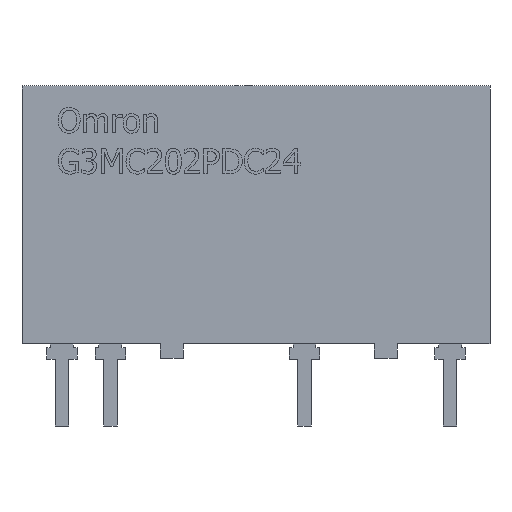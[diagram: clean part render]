
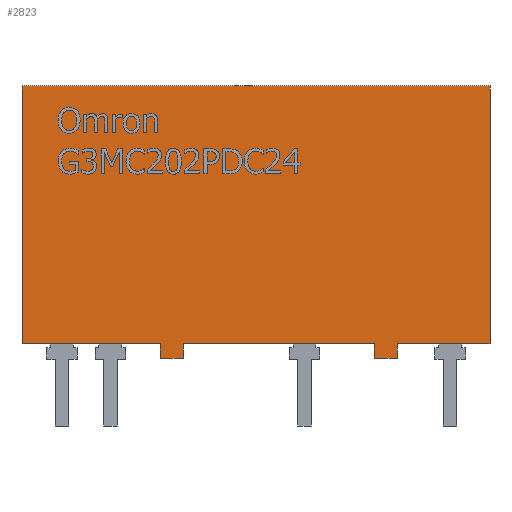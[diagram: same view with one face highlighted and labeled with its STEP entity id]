
A CAD part, front view. The second image highlights one B-rep face of the part: STEP entity #2823.
In plain terms, the highlighted planar face has unit normal (0, -1, 0).
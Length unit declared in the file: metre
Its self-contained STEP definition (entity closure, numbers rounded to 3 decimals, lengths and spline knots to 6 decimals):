
#1563 = EDGE_CURVE( '', #4489, #4490, #4491, .T. );
#2151 = EDGE_CURVE( '', #4913, #5491, #5492, .T. );
#2327 = EDGE_CURVE( '', #5382, #5765, #5766, .T. );
#2823 = ADVANCED_FACE( '', ( #6466 ), #6467, .T. );
#3359 = EDGE_CURVE( '', #4913, #5765, #7157, .T. );
#3439 = EDGE_CURVE( '', #7255, #5491, #7256, .T. );
#3509 = EDGE_CURVE( '', #7255, #7141, #7343, .T. );
#3529 = EDGE_CURVE( '', #4434, #5686, #7368, .T. );
#3875 = EDGE_CURVE( '', #5382, #7777, #7778, .T. );
#3915 = EDGE_CURVE( '', #7777, #4434, #7824, .T. );
#4011 = EDGE_CURVE( '', #5686, #4489, #7937, .T. );
#4051 = EDGE_CURVE( '', #7985, #7141, #7986, .T. );
#4145 = EDGE_CURVE( '', #7985, #4490, #8093, .T. );
#4434 = VERTEX_POINT( '', #8426 );
#4489 = VERTEX_POINT( '', #8510 );
#4490 = VERTEX_POINT( '', #8511 );
#4491 = LINE( '', #8512, #8513 );
#4913 = VERTEX_POINT( '', #9184 );
#5382 = VERTEX_POINT( '', #9943 );
#5491 = VERTEX_POINT( '', #10119 );
#5492 = LINE( '', #10120, #10121 );
#5686 = VERTEX_POINT( '', #10435 );
#5765 = VERTEX_POINT( '', #10566 );
#5766 = LINE( '', #10567, #10568 );
#6466 = FACE_OUTER_BOUND( '', #11777, .T. );
#6467 = PLANE( '', #11778 );
#7141 = VERTEX_POINT( '', #12966 );
#7157 = LINE( '', #13000, #13001 );
#7255 = VERTEX_POINT( '', #13172 );
#7256 = LINE( '', #13173, #13174 );
#7343 = LINE( '', #13327, #13328 );
#7368 = LINE( '', #13371, #13372 );
#7777 = VERTEX_POINT( '', #14128 );
#7778 = LINE( '', #14129, #14130 );
#7824 = LINE( '', #14213, #14214 );
#7937 = LINE( '', #14417, #14418 );
#7985 = VERTEX_POINT( '', #14498 );
#7986 = LINE( '', #14499, #14500 );
#8093 = LINE( '', #14708, #14709 );
#8426 = CARTESIAN_POINT( '', ( -0.012264, -0.002252, 0.01448 ) );
#8510 = CARTESIAN_POINT( '', ( 0.012236, -0.002252, 0.00098 ) );
#8511 = CARTESIAN_POINT( '', ( 0.007386, -0.002252, 0.00098 ) );
#8512 = CARTESIAN_POINT( '', ( 0.007386, -0.002252, 0.00098 ) );
#8513 = VECTOR( '', #15130, 1. );
#9184 = CARTESIAN_POINT( '', ( -0.003814, -0.002252, 0.00023 ) );
#9943 = CARTESIAN_POINT( '', ( -0.005014, -0.002252, 0.00098 ) );
#10119 = CARTESIAN_POINT( '', ( -0.003814, -0.002252, 0.00098 ) );
#10120 = CARTESIAN_POINT( '', ( -0.003814, -0.002252, 0.00098 ) );
#10121 = VECTOR( '', #16245, 1. );
#10435 = CARTESIAN_POINT( '', ( 0.012236, -0.002252, 0.01448 ) );
#10566 = CARTESIAN_POINT( '', ( -0.005014, -0.002252, 0.00023 ) );
#10567 = CARTESIAN_POINT( '', ( -0.005014, -0.002252, 0.00098 ) );
#10568 = VECTOR( '', #16556, 1. );
#11777 = EDGE_LOOP( '', ( #17435, #17436, #17437, #17438, #17439, #17440, #17441, #17442, #17443, #17444, #17445, #17446 ) );
#11778 = AXIS2_PLACEMENT_3D( '', #17447, #17448, #17449 );
#12966 = CARTESIAN_POINT( '', ( 0.006186, -0.002252, 0.00023 ) );
#13000 = CARTESIAN_POINT( '', ( -0.005014, -0.002252, 0.00023 ) );
#13001 = VECTOR( '', #18430, 1. );
#13172 = CARTESIAN_POINT( '', ( 0.006186, -0.002252, 0.00098 ) );
#13173 = CARTESIAN_POINT( '', ( -0.003814, -0.002252, 0.00098 ) );
#13174 = VECTOR( '', #18591, 1. );
#13327 = CARTESIAN_POINT( '', ( 0.006186, -0.002252, 0.00098 ) );
#13328 = VECTOR( '', #18732, 1. );
#13371 = CARTESIAN_POINT( '', ( -0.012264, -0.002252, 0.01448 ) );
#13372 = VECTOR( '', #18767, 1. );
#14128 = CARTESIAN_POINT( '', ( -0.012264, -0.002252, 0.00098 ) );
#14129 = CARTESIAN_POINT( '', ( -0.012264, -0.002252, 0.00098 ) );
#14130 = VECTOR( '', #19522, 1. );
#14213 = CARTESIAN_POINT( '', ( -0.012264, -0.002252, 0.01448 ) );
#14214 = VECTOR( '', #19584, 1. );
#14417 = CARTESIAN_POINT( '', ( 0.012236, -0.002252, 0.01448 ) );
#14418 = VECTOR( '', #19781, 1. );
#14498 = CARTESIAN_POINT( '', ( 0.007386, -0.002252, 0.00023 ) );
#14499 = CARTESIAN_POINT( '', ( 0.006186, -0.002252, 0.00023 ) );
#14500 = VECTOR( '', #19899, 1. );
#14708 = CARTESIAN_POINT( '', ( 0.007386, -0.002252, 0.00098 ) );
#14709 = VECTOR( '', #20074, 1. );
#15130 = DIRECTION( '', ( -1., 0., 0. ) );
#16245 = DIRECTION( '', ( 0., 0., 1. ) );
#16556 = DIRECTION( '', ( 0., 0., -1. ) );
#17435 = ORIENTED_EDGE( '', *, *, #4011, .F. );
#17436 = ORIENTED_EDGE( '', *, *, #3529, .F. );
#17437 = ORIENTED_EDGE( '', *, *, #3915, .F. );
#17438 = ORIENTED_EDGE( '', *, *, #3875, .F. );
#17439 = ORIENTED_EDGE( '', *, *, #2327, .T. );
#17440 = ORIENTED_EDGE( '', *, *, #3359, .F. );
#17441 = ORIENTED_EDGE( '', *, *, #2151, .T. );
#17442 = ORIENTED_EDGE( '', *, *, #3439, .F. );
#17443 = ORIENTED_EDGE( '', *, *, #3509, .T. );
#17444 = ORIENTED_EDGE( '', *, *, #4051, .F. );
#17445 = ORIENTED_EDGE( '', *, *, #4145, .T. );
#17446 = ORIENTED_EDGE( '', *, *, #1563, .F. );
#17447 = CARTESIAN_POINT( '', ( -0.012264, -0.002252, 0.00098 ) );
#17448 = DIRECTION( '', ( 0., -1., 0. ) );
#17449 = DIRECTION( '', ( -1., 0., 0. ) );
#18430 = DIRECTION( '', ( -1., 0., 0. ) );
#18591 = DIRECTION( '', ( -1., 0., 0. ) );
#18732 = DIRECTION( '', ( 0., 0., -1. ) );
#18767 = DIRECTION( '', ( 1., 0., 0. ) );
#19522 = DIRECTION( '', ( -1., 0., 0. ) );
#19584 = DIRECTION( '', ( 0., 0., 1. ) );
#19781 = DIRECTION( '', ( 0., 0., -1. ) );
#19899 = DIRECTION( '', ( -1., 0., 0. ) );
#20074 = DIRECTION( '', ( 0., 0., 1. ) );
